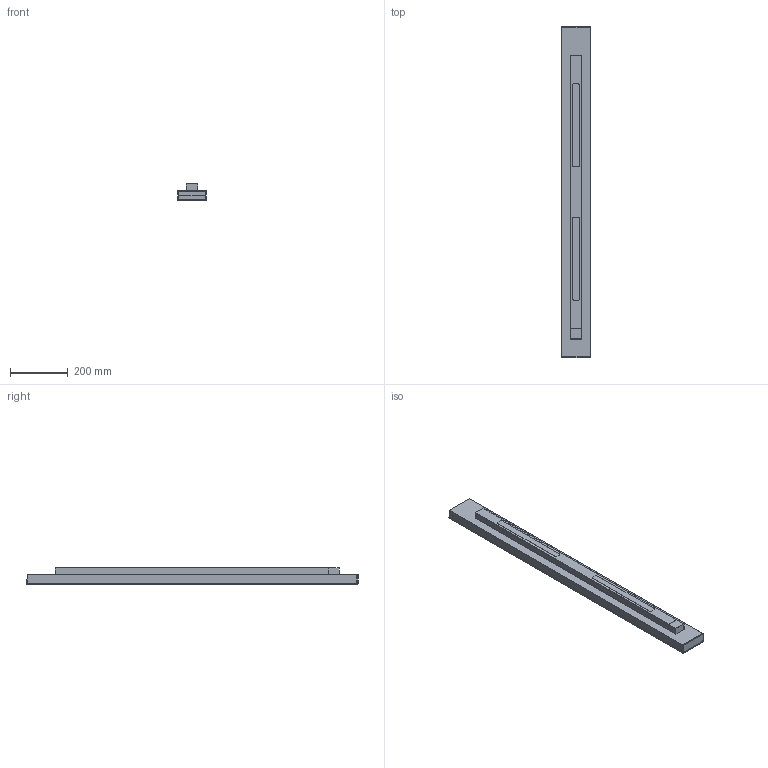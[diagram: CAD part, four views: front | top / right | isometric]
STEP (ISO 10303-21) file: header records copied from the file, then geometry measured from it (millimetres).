
FILE_DESCRIPTION(/* description */ (''),/* implementation_level */ '2;1');
FILE_NAME(/* name */ 'Hoy susp dir_ind refractive_1154',/* time_stamp */ '2025-08-29T11:05:39+02:00',/* author */ (''),/* organization */ (''),/* preprocessor_version */ 'ST-DEVELOPER v16.5',/* originating_system */ 'Rhino 7.37',/* authorisation */ '');
FILE_SCHEMA (('AUTOMOTIVE_DESIGN'));
Length unit declared in the file: millimetre
Products named in the file (1): Document
Bounding box: 100.1 x 1154.08 x 58.79 mm (x, y, z)
Volume: 1492188.1 mm3; surface area: 924146.5 mm2
Topology: 4 solids, 7 shells, 660 faces, 1610 edges, 1069 vertices
Faces by surface type: plane 617, cylinder 43
Entity records: 16735 total; most frequent: CARTESIAN_POINT 5177, ORIENTED_EDGE 3197, EDGE_CURVE 1609, B_SPLINE_CURVE_WITH_KNOTS 1398, VERTEX_POINT 1068, EDGE_LOOP 767, DIRECTION 667, AXIS2_PLACEMENT_3D 663
